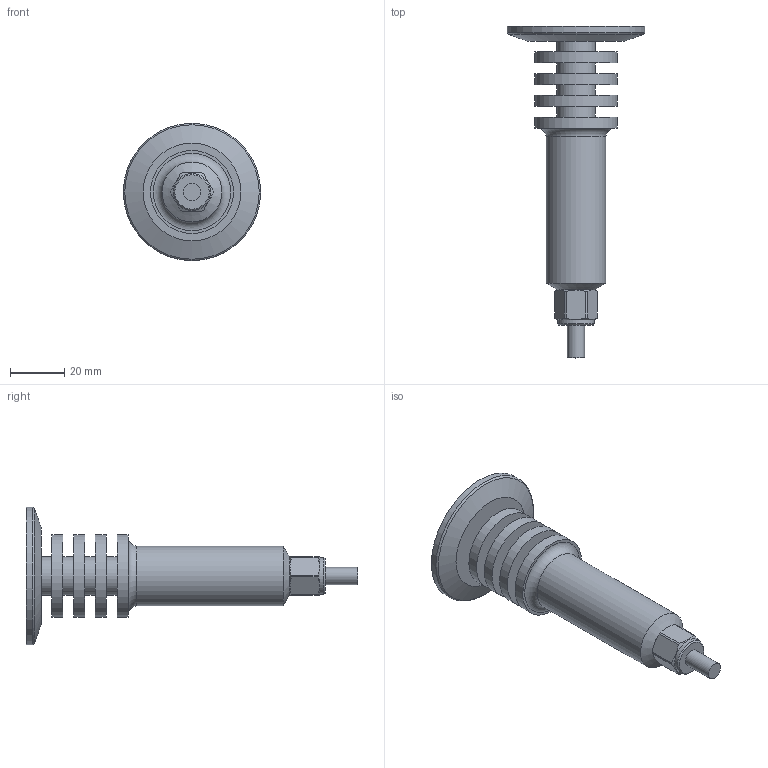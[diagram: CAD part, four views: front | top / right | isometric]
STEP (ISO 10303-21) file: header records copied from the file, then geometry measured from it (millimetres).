
FILE_DESCRIPTION( ( 'Unknown' ), '1' );
FILE_NAME( 'PBMH_xxxxxxxx5381xxx.stp', 'Unknown', ( 'Unknown' ), ( 'Unknown' ), 'PSStep 14.0', 'Unknown', ' ' );
FILE_SCHEMA( ( 'AUTOMOTIVE_DESIGN { 1 0 10303 214 1 1 1 1 }' ) );
Length unit declared in the file: millimetre
Products named in the file (1): 11090736
Bounding box: 50.5 x 122 x 50.5 mm (x, y, z)
Volume: 48267.2 mm3; surface area: 16317.3 mm2
Topology: 1 solids, 1 shells, 55 faces, 113 edges, 72 vertices
Faces by surface type: plane 20, cylinder 18, cone 12, torus 5
Full cylindrical faces by diameter (mm): 6.3 x1, 13.6 x1, 14 x4, 22 x1, 30.5 x4, 50.5 x1
Entity records: 1816 total; most frequent: CARTESIAN_POINT 318, DIRECTION 230, ORIENTED_EDGE 166, AXIS2_PLACEMENT_3D 109, EDGE_LOOP 90, EDGE_CURVE 83, FACE_OUTER_BOUND 72, VERTEX_POINT 65
